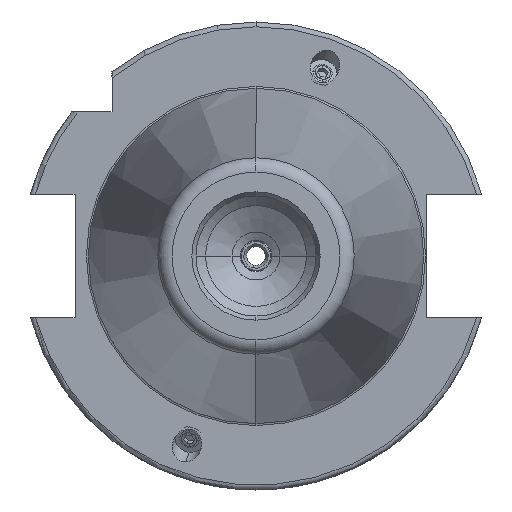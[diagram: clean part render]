
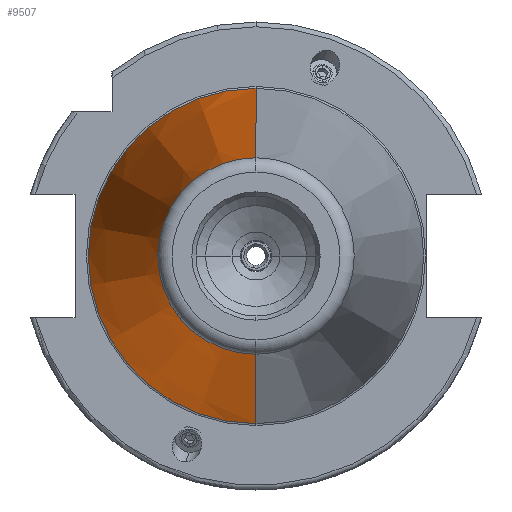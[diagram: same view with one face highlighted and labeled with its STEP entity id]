
A CAD part, left-side view. The second image highlights one B-rep face of the part: STEP entity #9507.
In plain terms, the highlighted conical face has half-angle 8.297 degrees and reference radius 34.925 mm.
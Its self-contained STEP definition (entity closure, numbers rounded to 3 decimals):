
#110 = DIRECTION ( 'NONE',  ( 0.99, -0.144, 0. ) ) ;
#1530 = EDGE_CURVE ( 'NONE', #11461, #7656, #9296, .T. ) ;
#1841 = CARTESIAN_POINT ( 'NONE',  ( 0., -34.925, 0. ) ) ;
#2089 = ORIENTED_EDGE ( 'NONE', *, *, #1530, .T. ) ;
#2657 = CARTESIAN_POINT ( 'NONE',  ( 0., 0., 0. ) ) ;
#2773 = ORIENTED_EDGE ( 'NONE', *, *, #11728, .F. ) ;
#3162 = ORIENTED_EDGE ( 'NONE', *, *, #9192, .F. ) ;
#3202 = LINE ( 'NONE', #4309, #4105 ) ;
#3290 = AXIS2_PLACEMENT_3D ( 'NONE', #2657, #10699, #8158 ) ;
#3656 = EDGE_LOOP ( 'NONE', ( #3162, #2089, #7511, #2773 ) ) ;
#4056 = CONICAL_SURFACE ( 'NONE', #3290, 34.925, 0.145 ) ;
#4105 = VECTOR ( 'NONE', #6858, 1000. ) ;
#4309 = CARTESIAN_POINT ( 'NONE',  ( 0., 34.925, 0. ) ) ;
#4500 = CARTESIAN_POINT ( 'NONE',  ( 0., 34.925, 0. ) ) ;
#4596 = CARTESIAN_POINT ( 'NONE',  ( -99.183, 20.461, 0. ) ) ;
#4865 = CARTESIAN_POINT ( 'NONE',  ( 0., -34.925, 0. ) ) ;
#5103 = EDGE_CURVE ( 'NONE', #7656, #5345, #6248, .T. ) ;
#5108 = DIRECTION ( 'NONE',  ( 0., -1., 0. ) ) ;
#5215 = DIRECTION ( 'NONE',  ( -1., 0., 0. ) ) ;
#5345 = VERTEX_POINT ( 'NONE', #4500 ) ;
#5682 = AXIS2_PLACEMENT_3D ( 'NONE', #10723, #5215, #8950 ) ;
#5958 = CIRCLE ( 'NONE', #6543, 20.461 ) ;
#6248 = CIRCLE ( 'NONE', #5682, 34.925 ) ;
#6304 = VECTOR ( 'NONE', #110, 1000. ) ;
#6543 = AXIS2_PLACEMENT_3D ( 'NONE', #7618, #11390, #5108 ) ;
#6858 = DIRECTION ( 'NONE',  ( 0.99, 0.144, 0. ) ) ;
#7207 = FACE_OUTER_BOUND ( 'NONE', #3656, .T. ) ;
#7511 = ORIENTED_EDGE ( 'NONE', *, *, #5103, .T. ) ;
#7618 = CARTESIAN_POINT ( 'NONE',  ( -99.183, 0., 0. ) ) ;
#7656 = VERTEX_POINT ( 'NONE', #4865 ) ;
#8158 = DIRECTION ( 'NONE',  ( 0., 1., 0. ) ) ;
#8950 = DIRECTION ( 'NONE',  ( 0., -1., 0. ) ) ;
#9192 = EDGE_CURVE ( 'NONE', #11461, #9445, #5958, .T. ) ;
#9296 = LINE ( 'NONE', #1841, #6304 ) ;
#9445 = VERTEX_POINT ( 'NONE', #4596 ) ;
#9507 = ADVANCED_FACE ( 'NONE', ( #7207 ), #4056, .T. ) ;
#10699 = DIRECTION ( 'NONE',  ( 1., 0., 0. ) ) ;
#10723 = CARTESIAN_POINT ( 'NONE',  ( 0., 0., 0. ) ) ;
#11390 = DIRECTION ( 'NONE',  ( -1., 0., 0. ) ) ;
#11461 = VERTEX_POINT ( 'NONE', #11653 ) ;
#11653 = CARTESIAN_POINT ( 'NONE',  ( -99.183, -20.461, 0. ) ) ;
#11728 = EDGE_CURVE ( 'NONE', #9445, #5345, #3202, .T. ) ;
